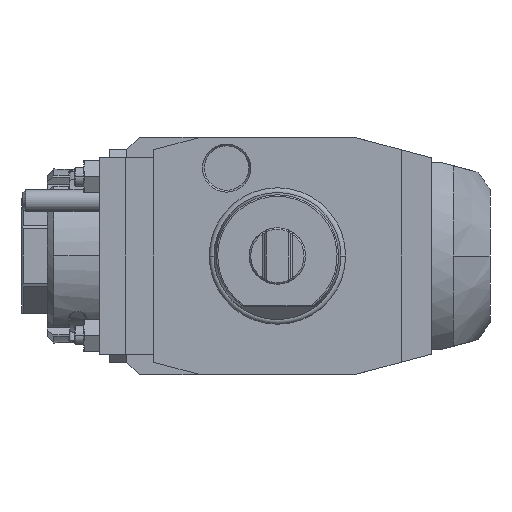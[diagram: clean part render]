
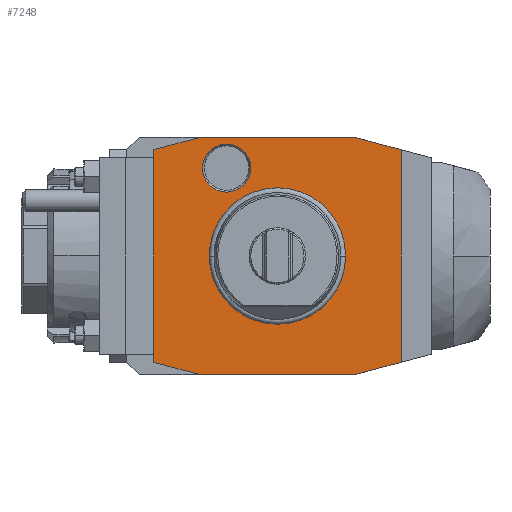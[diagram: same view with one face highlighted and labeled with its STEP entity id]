
A CAD part, front view. The second image highlights one B-rep face of the part: STEP entity #7248.
In plain terms, the highlighted planar face has unit normal (0, -1, 0).
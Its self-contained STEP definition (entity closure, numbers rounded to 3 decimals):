
#1=DIRECTION('',(-1.,0.,0.));
#2=VECTOR('',#1,48.);
#3=CARTESIAN_POINT('',(24.,0.,37.5));
#4=LINE('',#3,#2);
#5=DIRECTION('',(-0.966,0.,0.259));
#6=VECTOR('',#5,15.529);
#7=CARTESIAN_POINT('',(39.,0.,33.481));
#8=LINE('',#7,#6);
#9=DIRECTION('',(0.,0.,1.));
#10=VECTOR('',#9,66.962);
#11=CARTESIAN_POINT('',(39.,0.,-33.481));
#12=LINE('',#11,#10);
#13=DIRECTION('',(0.966,0.,0.259));
#14=VECTOR('',#13,15.529);
#15=CARTESIAN_POINT('',(24.,0.,-37.5));
#16=LINE('',#15,#14);
#17=DIRECTION('',(1.,0.,0.));
#18=VECTOR('',#17,48.);
#19=CARTESIAN_POINT('',(-24.,0.,-37.5));
#20=LINE('',#19,#18);
#21=DIRECTION('',(0.966,0.,-0.259));
#22=VECTOR('',#21,15.529);
#23=CARTESIAN_POINT('',(-39.,0.,-33.481));
#24=LINE('',#23,#22);
#25=DIRECTION('',(0.,0.,-1.));
#26=VECTOR('',#25,66.962);
#27=CARTESIAN_POINT('',(-39.,0.,33.481));
#28=LINE('',#27,#26);
#29=DIRECTION('',(-0.966,0.,-0.259));
#30=VECTOR('',#29,15.529);
#31=CARTESIAN_POINT('',(-24.,0.,37.5));
#32=LINE('',#31,#30);
#33=CARTESIAN_POINT('',(-16.,0.,27.713));
#34=DIRECTION('',(0.,1.,0.));
#35=DIRECTION('',(1.,0.,0.));
#36=AXIS2_PLACEMENT_3D('',#33,#34,#35);
#38=CARTESIAN_POINT('',(-16.,0.,27.713));
#39=DIRECTION('',(0.,1.,0.));
#40=DIRECTION('',(-1.,0.,0.));
#41=AXIS2_PLACEMENT_3D('',#38,#39,#40);
#4839=CARTESIAN_POINT('',(0.,0.,0.));
#4840=DIRECTION('',(0.,-1.,0.));
#4841=DIRECTION('',(1.,0.,0.));
#4842=AXIS2_PLACEMENT_3D('',#4839,#4840,#4841);
#4844=CARTESIAN_POINT('',(0.,0.,0.));
#4845=DIRECTION('',(0.,-1.,0.));
#4846=DIRECTION('',(-1.,0.,0.));
#4847=AXIS2_PLACEMENT_3D('',#4844,#4845,#4846);
#6430=CARTESIAN_POINT('',(-8.423,0.,
27.713));
#6431=CARTESIAN_POINT('',(-23.577,0.,
27.713));
#6432=VERTEX_POINT('',#6430);
#6433=VERTEX_POINT('',#6431);
#7047=CARTESIAN_POINT('',(24.,0.,37.5));
#7048=CARTESIAN_POINT('',(-24.,0.,37.5));
#7049=VERTEX_POINT('',#7047);
#7050=VERTEX_POINT('',#7048);
#7051=CARTESIAN_POINT('',(39.,0.,-33.481));
#7052=CARTESIAN_POINT('',(39.,0.,33.481));
#7053=VERTEX_POINT('',#7051);
#7054=VERTEX_POINT('',#7052);
#7055=CARTESIAN_POINT('',(-39.,0.,-33.481));
#7056=CARTESIAN_POINT('',(-24.,0.,-37.5));
#7057=VERTEX_POINT('',#7055);
#7058=VERTEX_POINT('',#7056);
#7059=CARTESIAN_POINT('',(-39.,0.,33.481));
#7060=VERTEX_POINT('',#7059);
#7085=CARTESIAN_POINT('',(24.,0.,-37.5));
#7086=VERTEX_POINT('',#7085);
#7119=CARTESIAN_POINT('',(21.137,0.,0.));
#7120=CARTESIAN_POINT('',(-21.137,0.,0.));
#7121=VERTEX_POINT('',#7119);
#7122=VERTEX_POINT('',#7120);
#7213=CARTESIAN_POINT('',(0.,0.,0.));
#7214=DIRECTION('',(0.,-1.,0.));
#7215=DIRECTION('',(-1.,0.,0.));
#7216=AXIS2_PLACEMENT_3D('',#7213,#7214,#7215);
#7217=PLANE('',#7216);
#7219=ORIENTED_EDGE('',*,*,#7218,.F.);
#7221=ORIENTED_EDGE('',*,*,#7220,.F.);
#7223=ORIENTED_EDGE('',*,*,#7222,.F.);
#7225=ORIENTED_EDGE('',*,*,#7224,.F.);
#7227=ORIENTED_EDGE('',*,*,#7226,.F.);
#7229=ORIENTED_EDGE('',*,*,#7228,.F.);
#7231=ORIENTED_EDGE('',*,*,#7230,.F.);
#7233=ORIENTED_EDGE('',*,*,#7232,.F.);
#7234=EDGE_LOOP('',(#7219,#7221,#7223,#7225,#7227,#7229,#7231,#7233));
#7235=FACE_OUTER_BOUND('',#7234,.F.);
#7237=ORIENTED_EDGE('',*,*,#7236,.T.);
#7239=ORIENTED_EDGE('',*,*,#7238,.T.);
#7240=EDGE_LOOP('',(#7237,#7239));
#7241=FACE_BOUND('',#7240,.F.);
#7243=ORIENTED_EDGE('',*,*,#7242,.F.);
#7245=ORIENTED_EDGE('',*,*,#7244,.F.);
#7246=EDGE_LOOP('',(#7243,#7245));
#7247=FACE_BOUND('',#7246,.F.);
#37=CIRCLE('',#36,7.577);
#42=CIRCLE('',#41,7.577);
#4843=CIRCLE('',#4842,21.137);
#4848=CIRCLE('',#4847,21.137);
#7218=EDGE_CURVE('',#7049,#7050,#4,.T.);
#7220=EDGE_CURVE('',#7054,#7049,#8,.T.);
#7222=EDGE_CURVE('',#7053,#7054,#12,.T.);
#7224=EDGE_CURVE('',#7086,#7053,#16,.T.);
#7226=EDGE_CURVE('',#7058,#7086,#20,.T.);
#7228=EDGE_CURVE('',#7057,#7058,#24,.T.);
#7230=EDGE_CURVE('',#7060,#7057,#28,.T.);
#7232=EDGE_CURVE('',#7050,#7060,#32,.T.);
#7236=EDGE_CURVE('',#7121,#7122,#4843,.T.);
#7238=EDGE_CURVE('',#7122,#7121,#4848,.T.);
#7242=EDGE_CURVE('',#6432,#6433,#37,.T.);
#7244=EDGE_CURVE('',#6433,#6432,#42,.T.);
#7248=ADVANCED_FACE('',(#7235,#7241,#7247),#7217,.T.);
